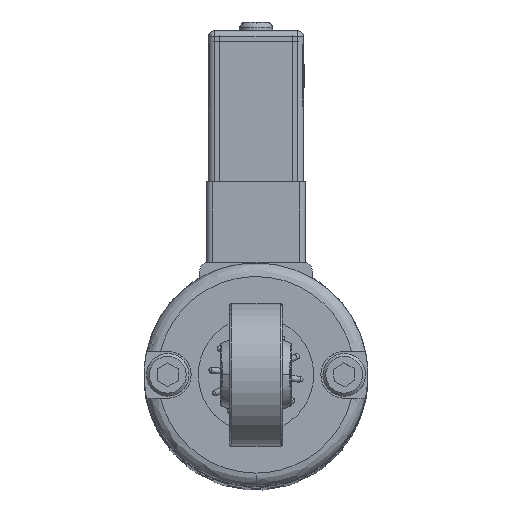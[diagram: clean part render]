
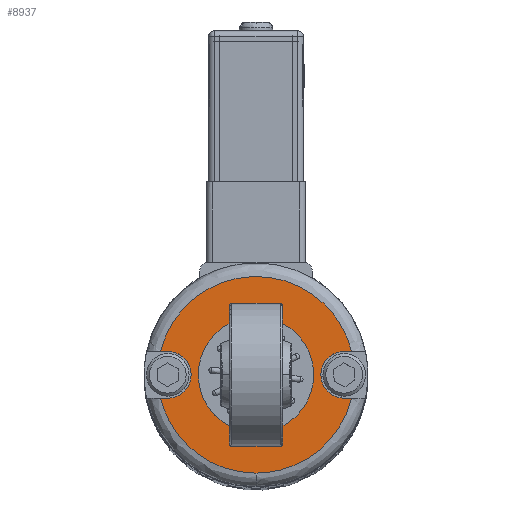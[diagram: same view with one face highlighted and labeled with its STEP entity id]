
A CAD part, top view. The second image highlights one B-rep face of the part: STEP entity #8937.
In plain terms, the highlighted planar face has unit normal (0, 0, 1).
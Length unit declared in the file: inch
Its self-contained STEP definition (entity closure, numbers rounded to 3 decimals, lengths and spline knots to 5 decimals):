
#5 = VERTEX_POINT ( 'NONE', #19570 ) ;
#98 = EDGE_CURVE ( 'NONE', #5, #20377, #12456, .T. ) ;
#279 = DIRECTION ( 'NONE',  ( 0., 0., 1. ) ) ;
#1186 = AXIS2_PLACEMENT_3D ( 'NONE', #3793, #279, #13002 ) ;
#1318 = LINE ( 'NONE', #17616, #21160 ) ;
#1632 = DIRECTION ( 'NONE',  ( 0., 0., -1. ) ) ;
#2836 = CARTESIAN_POINT ( 'NONE',  ( 0.63477, -0.15551, 5.96457 ) ) ;
#3138 = AXIS2_PLACEMENT_3D ( 'NONE', #13049, #16718, #20611 ) ;
#3257 = EDGE_CURVE ( 'NONE', #12510, #9985, #11343, .T. ) ;
#3415 = CARTESIAN_POINT ( 'NONE',  ( 0.63477, 0.15551, 5.96457 ) ) ;
#3484 = CARTESIAN_POINT ( 'NONE',  ( -0.72766, 0.15551, 5.96457 ) ) ;
#3793 = CARTESIAN_POINT ( 'NONE',  ( 0.58661, 0., 5.96457 ) ) ;
#4009 = DIRECTION ( 'NONE',  ( 1., 0., 0. ) ) ;
#4559 = CARTESIAN_POINT ( 'NONE',  ( 0.63477, -0.15551, 5.96457 ) ) ;
#4638 = ORIENTED_EDGE ( 'NONE', *, *, #9975, .F. ) ;
#5269 = DIRECTION ( 'NONE',  ( 0., -1., 0. ) ) ;
#5297 = DIRECTION ( 'NONE',  ( -1., 0., 0. ) ) ;
#5774 = CARTESIAN_POINT ( 'NONE',  ( 0.64239, -0.15551, 5.96457 ) ) ;
#6103 = ORIENTED_EDGE ( 'NONE', *, *, #19837, .T. ) ;
#6261 = VECTOR ( 'NONE', #5297, 39.37008 ) ;
#6441 = CARTESIAN_POINT ( 'NONE',  ( 0.55998, -0.46079, 5.96457 ) ) ;
#6860 = CARTESIAN_POINT ( 'NONE',  ( 0.43009, 0.99099, 5.96457 ) ) ;
#7605 = LINE ( 'NONE', #14291, #6261 ) ;
#7777 = LINE ( 'NONE', #5774, #12735 ) ;
#8400 = CIRCLE ( 'NONE', #3138, 0.15551 ) ;
#8412 = CARTESIAN_POINT ( 'NONE',  ( -0.43009, 0.99099, 5.96457 ) ) ;
#8455 = CARTESIAN_POINT ( 'NONE',  ( 0.31272, -0.65354, 5.96457 ) ) ;
#8664 = CARTESIAN_POINT ( 'NONE',  ( -0.55998, -0.46079, 5.96457 ) ) ;
#8937 = ADVANCED_FACE ( 'NONE', ( #10353, #17814 ), #19820, .F. ) ;
#8990 = CIRCLE ( 'NONE', #22196, 0.38386 ) ;
#9489 = CARTESIAN_POINT ( 'NONE',  ( -0.63477, -0.15551, 5.96457 ) ) ;
#9714 = CARTESIAN_POINT ( 'NONE',  ( -0.03923, -0.38185, 5.96457 ) ) ;
#9780 = CARTESIAN_POINT ( 'NONE',  ( 0., 0., 5.96457 ) ) ;
#9975 = EDGE_CURVE ( 'NONE', #5, #13843, #14539, .T. ) ;
#9985 = VERTEX_POINT ( 'NONE', #10420 ) ;
#10025 = VERTEX_POINT ( 'NONE', #2836 ) ;
#10245 = DIRECTION ( 'NONE',  ( 0., 0., 1. ) ) ;
#10353 = FACE_BOUND ( 'NONE', #11426, .T. ) ;
#10370 = EDGE_CURVE ( 'NONE', #13843, #12510, #7605, .T. ) ;
#10420 = CARTESIAN_POINT ( 'NONE',  ( 0.58661, -0.15551, 5.96457 ) ) ;
#10527 = VECTOR ( 'NONE', #14484, 39.37008 ) ;
#11143 = VERTEX_POINT ( 'NONE', #9714 ) ;
#11343 = CIRCLE ( 'NONE', #1186, 0.15551 ) ;
#11426 = EDGE_LOOP ( 'NONE', ( #22071 ) ) ;
#11975 = EDGE_CURVE ( 'NONE', #17350, #23044, #7777, .T. ) ;
#12310 =( BOUNDED_CURVE ( )  B_SPLINE_CURVE ( 3, ( #4559, #6441, #8455, #17217 ),
 .UNSPECIFIED., .F., .T. ) 
 B_SPLINE_CURVE_WITH_KNOTS ( ( 4, 4 ),
 ( 0., 1. ),
 .UNSPECIFIED. ) 
 CURVE ( )  GEOMETRIC_REPRESENTATION_ITEM ( )  RATIONAL_B_SPLINE_CURVE ( ( 0.944, 0.813, 0.817, 0.957 ) ) 
 REPRESENTATION_ITEM ( '' )  );
#12456 = LINE ( 'NONE', #3484, #10527 ) ;
#12510 = VERTEX_POINT ( 'NONE', #12978 ) ;
#12590 = EDGE_CURVE ( 'NONE', #11143, #11143, #8990, .T. ) ;
#12735 = VECTOR ( 'NONE', #4009, 39.37008 ) ;
#12978 = CARTESIAN_POINT ( 'NONE',  ( 0.58661, 0.15551, 5.96457 ) ) ;
#13002 = DIRECTION ( 'NONE',  ( 0., 1., 0. ) ) ;
#13049 = CARTESIAN_POINT ( 'NONE',  ( -0.58661, 0., 5.96457 ) ) ;
#13378 = CARTESIAN_POINT ( 'NONE',  ( -0.58661, -0.15551, 5.96457 ) ) ;
#13392 = VERTEX_POINT ( 'NONE', #21651 ) ;
#13702 = CARTESIAN_POINT ( 'NONE',  ( -0.58661, 0.15551, 5.96457 ) ) ;
#13843 = VERTEX_POINT ( 'NONE', #3415 ) ;
#13983 =( BOUNDED_CURVE ( )  B_SPLINE_CURVE ( 3, ( #22966, #21074, #8664, #17314 ),
 .UNSPECIFIED., .F., .T. ) 
 B_SPLINE_CURVE_WITH_KNOTS ( ( 4, 4 ),
 ( 0., 1. ),
 .UNSPECIFIED. ) 
 CURVE ( )  GEOMETRIC_REPRESENTATION_ITEM ( )  RATIONAL_B_SPLINE_CURVE ( ( 0.957, 0.817, 0.813, 0.944 ) ) 
 REPRESENTATION_ITEM ( '' )  );
#14100 = CARTESIAN_POINT ( 'NONE',  ( -0.63477, 0.15551, 5.96457 ) ) ;
#14184 = DIRECTION ( 'NONE',  ( -1., 0., 0. ) ) ;
#14291 = CARTESIAN_POINT ( 'NONE',  ( 0.64239, 0.15551, 5.96457 ) ) ;
#14415 = ORIENTED_EDGE ( 'NONE', *, *, #98, .T. ) ;
#14481 = ORIENTED_EDGE ( 'NONE', *, *, #3257, .F. ) ;
#14484 = DIRECTION ( 'NONE',  ( 1., 0., 0. ) ) ;
#14539 =( BOUNDED_CURVE ( )  B_SPLINE_CURVE ( 3, ( #14100, #8412, #6860, #22941 ),
 .UNSPECIFIED., .F., .T. ) 
 B_SPLINE_CURVE_WITH_KNOTS ( ( 4, 4 ),
 ( 0., 1. ),
 .UNSPECIFIED. ) 
 CURVE ( )  GEOMETRIC_REPRESENTATION_ITEM ( )  RATIONAL_B_SPLINE_CURVE ( ( 0.922, 0.454, 0.454, 0.922 ) ) 
 REPRESENTATION_ITEM ( '' )  );
#14678 = ORIENTED_EDGE ( 'NONE', *, *, #19692, .F. ) ;
#15001 = EDGE_CURVE ( 'NONE', #10025, #9985, #1318, .T. ) ;
#16718 = DIRECTION ( 'NONE',  ( 0., 0., -1. ) ) ;
#17095 = ORIENTED_EDGE ( 'NONE', *, *, #21103, .F. ) ;
#17217 = CARTESIAN_POINT ( 'NONE',  ( 0., -0.65354, 5.96457 ) ) ;
#17314 = CARTESIAN_POINT ( 'NONE',  ( -0.63477, -0.15551, 5.96457 ) ) ;
#17350 = VERTEX_POINT ( 'NONE', #9489 ) ;
#17616 = CARTESIAN_POINT ( 'NONE',  ( 0.72766, -0.15551, 5.96457 ) ) ;
#17717 = EDGE_LOOP ( 'NONE', ( #14678, #21929, #14481, #21420, #4638, #14415, #6103, #19961, #17095 ) ) ;
#17814 = FACE_OUTER_BOUND ( 'NONE', #17717, .T. ) ;
#19361 = CARTESIAN_POINT ( 'NONE',  ( 0.64239, 0.66139, 5.96457 ) ) ;
#19570 = CARTESIAN_POINT ( 'NONE',  ( -0.63477, 0.15551, 5.96457 ) ) ;
#19692 = EDGE_CURVE ( 'NONE', #10025, #13392, #12310, .T. ) ;
#19820 = PLANE ( 'NONE',  #20939 ) ;
#19837 = EDGE_CURVE ( 'NONE', #20377, #23044, #8400, .T. ) ;
#19961 = ORIENTED_EDGE ( 'NONE', *, *, #11975, .F. ) ;
#20377 = VERTEX_POINT ( 'NONE', #13702 ) ;
#20611 = DIRECTION ( 'NONE',  ( 0., 1., 0. ) ) ;
#20939 = AXIS2_PLACEMENT_3D ( 'NONE', #19361, #1632, #5269 ) ;
#21074 = CARTESIAN_POINT ( 'NONE',  ( -0.31272, -0.65354, 5.96457 ) ) ;
#21103 = EDGE_CURVE ( 'NONE', #13392, #17350, #13983, .T. ) ;
#21160 = VECTOR ( 'NONE', #14184, 39.37008 ) ;
#21420 = ORIENTED_EDGE ( 'NONE', *, *, #10370, .F. ) ;
#21651 = CARTESIAN_POINT ( 'NONE',  ( 0., -0.65354, 5.96457 ) ) ;
#21929 = ORIENTED_EDGE ( 'NONE', *, *, #15001, .T. ) ;
#22071 = ORIENTED_EDGE ( 'NONE', *, *, #12590, .F. ) ;
#22196 = AXIS2_PLACEMENT_3D ( 'NONE', #9780, #10245, #22896 ) ;
#22896 = DIRECTION ( 'NONE',  ( -0.102, -0.995, 0. ) ) ;
#22941 = CARTESIAN_POINT ( 'NONE',  ( 0.63477, 0.15551, 5.96457 ) ) ;
#22966 = CARTESIAN_POINT ( 'NONE',  ( 0., -0.65354, 5.96457 ) ) ;
#23044 = VERTEX_POINT ( 'NONE', #13378 ) ;
